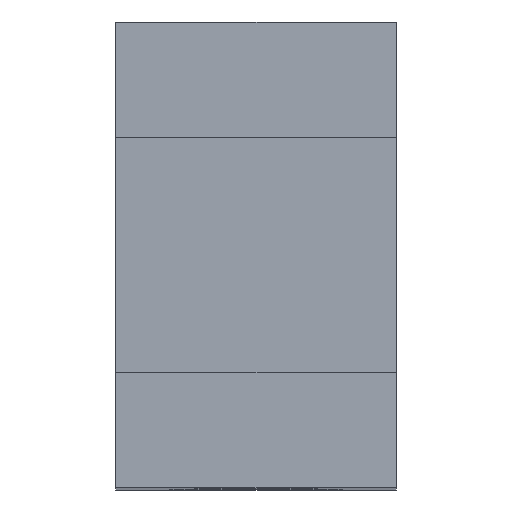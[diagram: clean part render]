
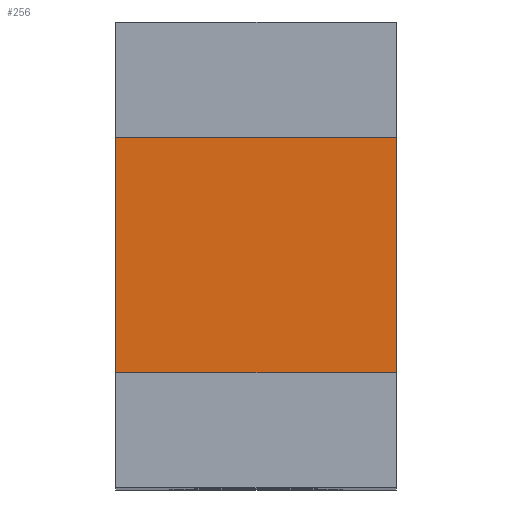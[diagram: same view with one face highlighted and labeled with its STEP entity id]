
A CAD part, top view. The second image highlights one B-rep face of the part: STEP entity #256.
In plain terms, the highlighted planar face has unit normal (0, 0, 1).
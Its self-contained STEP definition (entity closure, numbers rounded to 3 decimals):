
#98=CARTESIAN_POINT('Vertex',(2.5,2.1,17.)) ;
#101=CARTESIAN_POINT('Line Origine',(2.5,0.,17.)) ;
#105=CARTESIAN_POINT('Vertex',(2.5,-2.1,17.)) ;
#135=CARTESIAN_POINT('Vertex',(-2.5,-2.1,17.)) ;
#138=CARTESIAN_POINT('Line Origine',(-2.5,0.,17.)) ;
#142=CARTESIAN_POINT('Vertex',(-2.5,2.1,17.)) ;
#235=CARTESIAN_POINT('Axis2P3D Location',(2.5,2.1,17.)) ;
#240=CARTESIAN_POINT('Line Origine',(0.,-2.1,17.)) ;
#245=CARTESIAN_POINT('Line Origine',(0.,2.1,17.)) ;
#102=DIRECTION('Vector Direction',(0.,-1.,0.)) ;
#139=DIRECTION('Vector Direction',(0.,-1.,0.)) ;
#236=DIRECTION('Axis2P3D Direction',(-0.,-0.,-1.)) ;
#237=DIRECTION('Axis2P3D XDirection',(0.,-1.,0.)) ;
#241=DIRECTION('Vector Direction',(-1.,0.,0.)) ;
#246=DIRECTION('Vector Direction',(-1.,0.,0.)) ;
#238=AXIS2_PLACEMENT_3D('Plane Axis2P3D',#235,#236,#237) ;
#251=ORIENTED_EDGE('',*,*,#244,.F.) ;
#252=ORIENTED_EDGE('',*,*,#107,.T.) ;
#253=ORIENTED_EDGE('',*,*,#249,.T.) ;
#254=ORIENTED_EDGE('',*,*,#144,.F.) ;
#103=VECTOR('Line Direction',#102,1.) ;
#140=VECTOR('Line Direction',#139,1.) ;
#242=VECTOR('Line Direction',#241,1.) ;
#247=VECTOR('Line Direction',#246,1.) ;
#256=ADVANCED_FACE('Corps principal',(#255),#239,.F.) ;
#107=EDGE_CURVE('',#106,#99,#104,.F.) ;
#144=EDGE_CURVE('',#136,#143,#141,.F.) ;
#244=EDGE_CURVE('',#106,#136,#243,.T.) ;
#249=EDGE_CURVE('',#99,#143,#248,.T.) ;
#250=EDGE_LOOP('',(#251,#252,#253,#254)) ;
#255=FACE_OUTER_BOUND('',#250,.T.) ;
#104=LINE('Line',#101,#103) ;
#141=LINE('Line',#138,#140) ;
#243=LINE('Line',#240,#242) ;
#248=LINE('Line',#245,#247) ;
#239=PLANE('Plane',#238) ;
#99=VERTEX_POINT('',#98) ;
#106=VERTEX_POINT('',#105) ;
#136=VERTEX_POINT('',#135) ;
#143=VERTEX_POINT('',#142) ;
